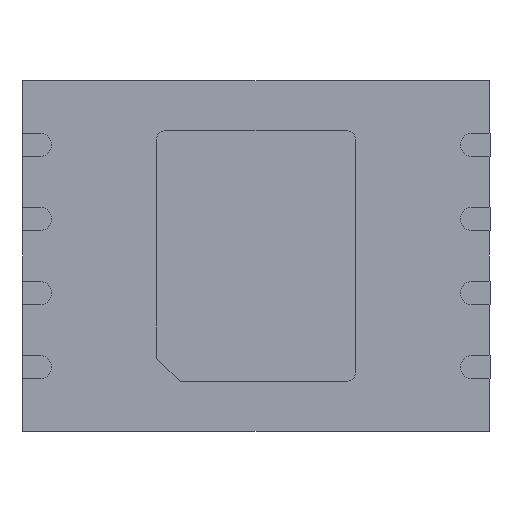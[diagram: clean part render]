
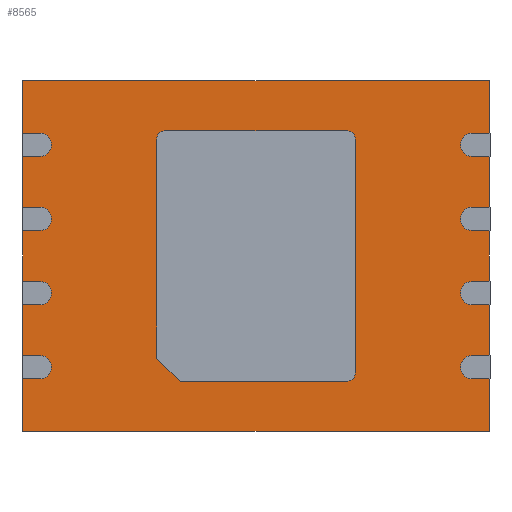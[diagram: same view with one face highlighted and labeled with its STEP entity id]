
A CAD part, front view. The second image highlights one B-rep face of the part: STEP entity #8565.
In plain terms, the highlighted planar face has unit normal (0, -1, 0).
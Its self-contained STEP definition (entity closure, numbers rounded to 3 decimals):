
#5165 = PLANE('',#5166);
#5166 = AXIS2_PLACEMENT_3D('',#5167,#5168,#5169);
#5167 = CARTESIAN_POINT('',(4.,0.77,3.));
#5168 = DIRECTION('',(-1.,0.,0.));
#5169 = DIRECTION('',(0.,0.,1.));
#5193 = PLANE('',#5194);
#5194 = AXIS2_PLACEMENT_3D('',#5195,#5196,#5197);
#5195 = CARTESIAN_POINT('',(-4.,0.77,-3.));
#5196 = DIRECTION('',(0.,0.,1.));
#5197 = DIRECTION('',(1.,0.,0.));
#5221 = PLANE('',#5222);
#5222 = AXIS2_PLACEMENT_3D('',#5223,#5224,#5225);
#5223 = CARTESIAN_POINT('',(-4.,0.77,3.));
#5224 = DIRECTION('',(1.,0.,0.));
#5225 = DIRECTION('',(0.,0.,-1.));
#5247 = PLANE('',#5248);
#5248 = AXIS2_PLACEMENT_3D('',#5249,#5250,#5251);
#5249 = CARTESIAN_POINT('',(-4.,0.77,3.));
#5250 = DIRECTION('',(0.,0.,-1.));
#5251 = DIRECTION('',(-1.,0.,0.));
#8368 = EDGE_CURVE('',#8369,#8371,#8373,.T.);
#8369 = VERTEX_POINT('',#8370);
#8370 = CARTESIAN_POINT('',(4.,0.02,3.));
#8371 = VERTEX_POINT('',#8372);
#8372 = CARTESIAN_POINT('',(4.,0.02,-3.));
#8373 = SURFACE_CURVE('',#8374,(#8378,#8385),.PCURVE_S1.);
#8374 = LINE('',#8375,#8376);
#8375 = CARTESIAN_POINT('',(4.,0.02,3.));
#8376 = VECTOR('',#8377,1.);
#8377 = DIRECTION('',(0.,0.,-1.));
#8378 = PCURVE('',#5165,#8379);
#8379 = DEFINITIONAL_REPRESENTATION('',(#8380),#8384);
#8380 = LINE('',#8381,#8382);
#8381 = CARTESIAN_POINT('',(0.,-0.75));
#8382 = VECTOR('',#8383,1.);
#8383 = DIRECTION('',(-1.,0.));
#8384 = ( GEOMETRIC_REPRESENTATION_CONTEXT(2) 
PARAMETRIC_REPRESENTATION_CONTEXT() REPRESENTATION_CONTEXT('2D SPACE',''
  ) );
#8385 = PCURVE('',#8386,#8391);
#8386 = PLANE('',#8387);
#8387 = AXIS2_PLACEMENT_3D('',#8388,#8389,#8390);
#8388 = CARTESIAN_POINT('',(0.,0.02,0.));
#8389 = DIRECTION('',(0.,-1.,0.));
#8390 = DIRECTION('',(0.,0.,-1.));
#8391 = DEFINITIONAL_REPRESENTATION('',(#8392),#8396);
#8392 = LINE('',#8393,#8394);
#8393 = CARTESIAN_POINT('',(-3.,4.));
#8394 = VECTOR('',#8395,1.);
#8395 = DIRECTION('',(1.,0.));
#8396 = ( GEOMETRIC_REPRESENTATION_CONTEXT(2) 
PARAMETRIC_REPRESENTATION_CONTEXT() REPRESENTATION_CONTEXT('2D SPACE',''
  ) );
#8444 = EDGE_CURVE('',#8371,#8445,#8447,.T.);
#8445 = VERTEX_POINT('',#8446);
#8446 = CARTESIAN_POINT('',(-4.,0.02,-3.));
#8447 = SURFACE_CURVE('',#8448,(#8452,#8459),.PCURVE_S1.);
#8448 = LINE('',#8449,#8450);
#8449 = CARTESIAN_POINT('',(-4.,0.02,-3.));
#8450 = VECTOR('',#8451,1.);
#8451 = DIRECTION('',(-1.,-0.,-0.));
#8452 = PCURVE('',#5193,#8453);
#8453 = DEFINITIONAL_REPRESENTATION('',(#8454),#8458);
#8454 = LINE('',#8455,#8456);
#8455 = CARTESIAN_POINT('',(0.,-0.75));
#8456 = VECTOR('',#8457,1.);
#8457 = DIRECTION('',(-1.,0.));
#8458 = ( GEOMETRIC_REPRESENTATION_CONTEXT(2) 
PARAMETRIC_REPRESENTATION_CONTEXT() REPRESENTATION_CONTEXT('2D SPACE',''
  ) );
#8459 = PCURVE('',#8386,#8460);
#8460 = DEFINITIONAL_REPRESENTATION('',(#8461),#8465);
#8461 = LINE('',#8462,#8463);
#8462 = CARTESIAN_POINT('',(3.,-4.));
#8463 = VECTOR('',#8464,1.);
#8464 = DIRECTION('',(0.,-1.));
#8465 = ( GEOMETRIC_REPRESENTATION_CONTEXT(2) 
PARAMETRIC_REPRESENTATION_CONTEXT() REPRESENTATION_CONTEXT('2D SPACE',''
  ) );
#8493 = EDGE_CURVE('',#8445,#8494,#8496,.T.);
#8494 = VERTEX_POINT('',#8495);
#8495 = CARTESIAN_POINT('',(-4.,0.02,3.));
#8496 = SURFACE_CURVE('',#8497,(#8501,#8508),.PCURVE_S1.);
#8497 = LINE('',#8498,#8499);
#8498 = CARTESIAN_POINT('',(-4.,0.02,3.));
#8499 = VECTOR('',#8500,1.);
#8500 = DIRECTION('',(0.,0.,1.));
#8501 = PCURVE('',#5221,#8502);
#8502 = DEFINITIONAL_REPRESENTATION('',(#8503),#8507);
#8503 = LINE('',#8504,#8505);
#8504 = CARTESIAN_POINT('',(0.,-0.75));
#8505 = VECTOR('',#8506,1.);
#8506 = DIRECTION('',(-1.,0.));
#8507 = ( GEOMETRIC_REPRESENTATION_CONTEXT(2) 
PARAMETRIC_REPRESENTATION_CONTEXT() REPRESENTATION_CONTEXT('2D SPACE',''
  ) );
#8508 = PCURVE('',#8386,#8509);
#8509 = DEFINITIONAL_REPRESENTATION('',(#8510),#8514);
#8510 = LINE('',#8511,#8512);
#8511 = CARTESIAN_POINT('',(-3.,-4.));
#8512 = VECTOR('',#8513,1.);
#8513 = DIRECTION('',(-1.,0.));
#8514 = ( GEOMETRIC_REPRESENTATION_CONTEXT(2) 
PARAMETRIC_REPRESENTATION_CONTEXT() REPRESENTATION_CONTEXT('2D SPACE',''
  ) );
#8542 = EDGE_CURVE('',#8494,#8369,#8543,.T.);
#8543 = SURFACE_CURVE('',#8544,(#8548,#8555),.PCURVE_S1.);
#8544 = LINE('',#8545,#8546);
#8545 = CARTESIAN_POINT('',(-4.,0.02,3.));
#8546 = VECTOR('',#8547,1.);
#8547 = DIRECTION('',(1.,0.,0.));
#8548 = PCURVE('',#5247,#8549);
#8549 = DEFINITIONAL_REPRESENTATION('',(#8550),#8554);
#8550 = LINE('',#8551,#8552);
#8551 = CARTESIAN_POINT('',(-0.,-0.75));
#8552 = VECTOR('',#8553,1.);
#8553 = DIRECTION('',(-1.,0.));
#8554 = ( GEOMETRIC_REPRESENTATION_CONTEXT(2) 
PARAMETRIC_REPRESENTATION_CONTEXT() REPRESENTATION_CONTEXT('2D SPACE',''
  ) );
#8555 = PCURVE('',#8386,#8556);
#8556 = DEFINITIONAL_REPRESENTATION('',(#8557),#8561);
#8557 = LINE('',#8558,#8559);
#8558 = CARTESIAN_POINT('',(-3.,-4.));
#8559 = VECTOR('',#8560,1.);
#8560 = DIRECTION('',(0.,1.));
#8561 = ( GEOMETRIC_REPRESENTATION_CONTEXT(2) 
PARAMETRIC_REPRESENTATION_CONTEXT() REPRESENTATION_CONTEXT('2D SPACE',''
  ) );
#8565 = ADVANCED_FACE('',(#8566),#8386,.T.);
#8566 = FACE_BOUND('',#8567,.T.);
#8567 = EDGE_LOOP('',(#8568,#8569,#8570,#8571));
#8568 = ORIENTED_EDGE('',*,*,#8368,.F.);
#8569 = ORIENTED_EDGE('',*,*,#8542,.F.);
#8570 = ORIENTED_EDGE('',*,*,#8493,.F.);
#8571 = ORIENTED_EDGE('',*,*,#8444,.F.);
